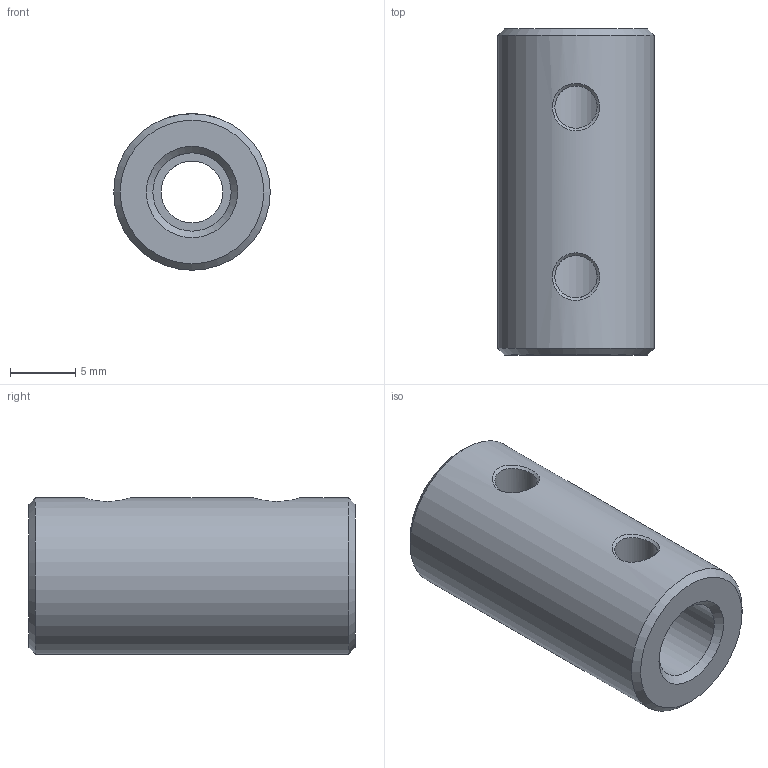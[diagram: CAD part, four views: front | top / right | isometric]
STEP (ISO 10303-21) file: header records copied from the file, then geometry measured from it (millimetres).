
FILE_DESCRIPTION(/* description */ (''),/* implementation_level */ '2;1');
FILE_NAME(/* name */ 'Tetrix_739276_Body.ipt.stp',/* time_stamp */ '2014-12-18T17:47:49-08:00',/* author */ ('Autodesk Inc.'),/* organization */ ('Autodesk Inc.'),/* preprocessor_version */ 'ST-DEVELOPER v15.6',/* originating_system */ 'Autodesk Inventor 2015',/* authorisation */ '');
FILE_SCHEMA (('AUTOMOTIVE_DESIGN { 1 0 10303 214 3 1 1 }'));
Length unit declared in the file: millimetre
Products named in the file (1): Tetrix_739276_Body
Bounding box: 12 x 25 x 12 mm (x, y, z)
Volume: 2182.5 mm3; surface area: 1557.2 mm2
Topology: 1 solids, 1 shells, 14 faces, 29 edges, 18 vertices
Faces by surface type: cylinder 5, cone 4, plane 3, bspline 2
Full cylindrical faces by diameter (mm): 3.242 x2, 4.75 x1, 6 x1, 12 x1
Entity records: 656 total; most frequent: CARTESIAN_POINT 379, DIRECTION 48, ORIENTED_EDGE 36, EDGE_LOOP 30, AXIS2_PLACEMENT_3D 23, EDGE_CURVE 18, FACE_BOUND 16, VERTEX_POINT 16
